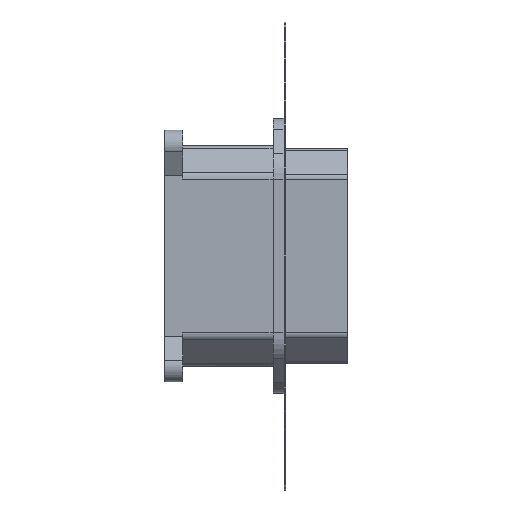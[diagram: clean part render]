
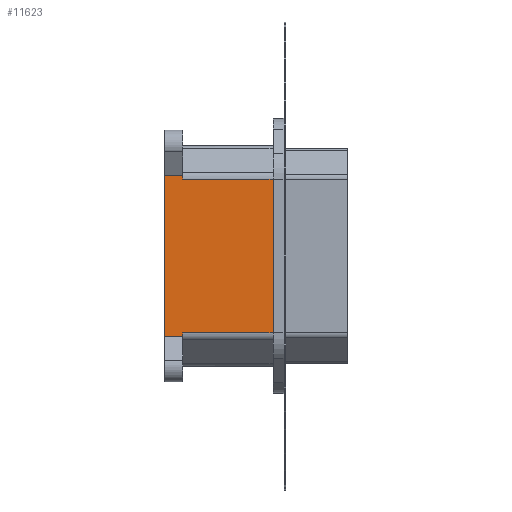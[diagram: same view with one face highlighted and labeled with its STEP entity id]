
A CAD part, left-side view. The second image highlights one B-rep face of the part: STEP entity #11623.
In plain terms, the highlighted planar face has unit normal (-1, 0, 0).
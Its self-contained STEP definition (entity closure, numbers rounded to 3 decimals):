
#311=FACE_BOUND('',#1399,.T.);
#312=FACE_BOUND('',#1400,.T.);
#313=FACE_BOUND('',#1401,.T.);
#768=FACE_OUTER_BOUND('',#1398,.T.);
#1398=EDGE_LOOP('',(#8857,#8858,#8859,#8860,#8861,#8862,#8863,#8864));
#1399=EDGE_LOOP('',(#8865,#8866,#8867,#8868));
#1400=EDGE_LOOP('',(#8869,#8870,#8871,#8872));
#1401=EDGE_LOOP('',(#8873,#8874,#8875,#8876));
#2304=LINE('',#17056,#3507);
#2334=LINE('',#17147,#3537);
#2339=LINE('',#17163,#3542);
#2346=LINE('',#17182,#3549);
#2396=LINE('',#17287,#3599);
#2402=LINE('',#17300,#3605);
#2406=LINE('',#17309,#3609);
#2432=LINE('',#17368,#3635);
#2584=LINE('',#17785,#3787);
#2586=LINE('',#17788,#3789);
#2587=LINE('',#17789,#3790);
#2588=LINE('',#17790,#3791);
#2589=LINE('',#17792,#3792);
#2590=LINE('',#17794,#3793);
#2591=LINE('',#17795,#3794);
#2592=LINE('',#17797,#3795);
#2593=LINE('',#17799,#3796);
#2594=LINE('',#17800,#3797);
#2595=LINE('',#17802,#3798);
#2596=LINE('',#17803,#3799);
#3507=VECTOR('',#13586,89.071);
#3537=VECTOR('',#13658,2.071);
#3542=VECTOR('',#13669,2.071);
#3549=VECTOR('',#13692,10.);
#3599=VECTOR('',#13774,6.);
#3605=VECTOR('',#13782,6.);
#3609=VECTOR('',#13788,6.);
#3635=VECTOR('',#13842,84.929);
#3787=VECTOR('',#14300,3.);
#3789=VECTOR('',#14304,56.);
#3790=VECTOR('',#14305,56.);
#3791=VECTOR('',#14306,10.);
#3792=VECTOR('',#14307,3.);
#3793=VECTOR('',#14308,6.);
#3794=VECTOR('',#14309,3.);
#3795=VECTOR('',#14310,3.);
#3796=VECTOR('',#14311,6.);
#3797=VECTOR('',#14312,3.);
#3798=VECTOR('',#14313,6.);
#3799=VECTOR('',#14314,3.);
#5148=VERTEX_POINT('',#17054);
#5149=VERTEX_POINT('',#17055);
#5183=VERTEX_POINT('',#17133);
#5189=VERTEX_POINT('',#17145);
#5196=VERTEX_POINT('',#17160);
#5197=VERTEX_POINT('',#17162);
#5239=VERTEX_POINT('',#17285);
#5240=VERTEX_POINT('',#17286);
#5245=VERTEX_POINT('',#17298);
#5246=VERTEX_POINT('',#17299);
#5249=VERTEX_POINT('',#17307);
#5250=VERTEX_POINT('',#17308);
#5268=VERTEX_POINT('',#17365);
#5269=VERTEX_POINT('',#17367);
#5381=VERTEX_POINT('',#17784);
#5382=VERTEX_POINT('',#17791);
#5383=VERTEX_POINT('',#17793);
#5384=VERTEX_POINT('',#17796);
#5385=VERTEX_POINT('',#17798);
#5386=VERTEX_POINT('',#17801);
#6315=EDGE_CURVE('',#5148,#5149,#2304,.T.);
#6361=EDGE_CURVE('',#5189,#5183,#2334,.T.);
#6368=EDGE_CURVE('',#5197,#5196,#2339,.T.);
#6378=EDGE_CURVE('',#5148,#5183,#2346,.T.);
#6431=EDGE_CURVE('',#5239,#5240,#2396,.T.);
#6437=EDGE_CURVE('',#5245,#5246,#2402,.T.);
#6441=EDGE_CURVE('',#5249,#5250,#2406,.T.);
#6473=EDGE_CURVE('',#5269,#5268,#2432,.T.);
#6686=EDGE_CURVE('',#5381,#5249,#2584,.T.);
#6688=EDGE_CURVE('',#5189,#5269,#2586,.T.);
#6689=EDGE_CURVE('',#5197,#5268,#2587,.T.);
#6690=EDGE_CURVE('',#5149,#5196,#2588,.T.);
#6691=EDGE_CURVE('',#5382,#5239,#2589,.T.);
#6692=EDGE_CURVE('',#5382,#5383,#2590,.T.);
#6693=EDGE_CURVE('',#5383,#5240,#2591,.T.);
#6694=EDGE_CURVE('',#5384,#5245,#2592,.T.);
#6695=EDGE_CURVE('',#5384,#5385,#2593,.T.);
#6696=EDGE_CURVE('',#5385,#5246,#2594,.T.);
#6697=EDGE_CURVE('',#5381,#5386,#2595,.T.);
#6698=EDGE_CURVE('',#5386,#5250,#2596,.T.);
#8857=ORIENTED_EDGE('',*,*,#6688,.T.);
#8858=ORIENTED_EDGE('',*,*,#6473,.T.);
#8859=ORIENTED_EDGE('',*,*,#6689,.F.);
#8860=ORIENTED_EDGE('',*,*,#6368,.T.);
#8861=ORIENTED_EDGE('',*,*,#6690,.F.);
#8862=ORIENTED_EDGE('',*,*,#6315,.F.);
#8863=ORIENTED_EDGE('',*,*,#6378,.T.);
#8864=ORIENTED_EDGE('',*,*,#6361,.F.);
#8865=ORIENTED_EDGE('',*,*,#6431,.F.);
#8866=ORIENTED_EDGE('',*,*,#6691,.F.);
#8867=ORIENTED_EDGE('',*,*,#6692,.T.);
#8868=ORIENTED_EDGE('',*,*,#6693,.T.);
#8869=ORIENTED_EDGE('',*,*,#6437,.F.);
#8870=ORIENTED_EDGE('',*,*,#6694,.F.);
#8871=ORIENTED_EDGE('',*,*,#6695,.T.);
#8872=ORIENTED_EDGE('',*,*,#6696,.T.);
#8873=ORIENTED_EDGE('',*,*,#6441,.F.);
#8874=ORIENTED_EDGE('',*,*,#6686,.F.);
#8875=ORIENTED_EDGE('',*,*,#6697,.T.);
#8876=ORIENTED_EDGE('',*,*,#6698,.T.);
#11208=PLANE('',#12364);
#11623=ADVANCED_FACE('',(#768,#311,#312,#313),#11208,.T.);
#12364=AXIS2_PLACEMENT_3D('',#17787,#14302,#14303);
#13586=DIRECTION('',(0.,0.,1.));
#13658=DIRECTION('',(0.,0.,-1.));
#13669=DIRECTION('',(0.,0.,1.));
#13692=DIRECTION('',(0.,-1.,0.));
#13774=DIRECTION('',(0.,0.,1.));
#13782=DIRECTION('',(0.,0.,1.));
#13788=DIRECTION('',(0.,0.,1.));
#13842=DIRECTION('',(0.,0.,1.));
#14300=DIRECTION('',(0.,-1.,0.));
#14302=DIRECTION('center_axis',(-1.,0.,0.));
#14303=DIRECTION('ref_axis',(0.,1.,0.));
#14304=DIRECTION('',(0.,-1.,0.));
#14305=DIRECTION('',(0.,-1.,0.));
#14306=DIRECTION('',(0.,-1.,0.));
#14307=DIRECTION('',(0.,-1.,0.));
#14308=DIRECTION('',(0.,0.,1.));
#14309=DIRECTION('',(0.,-1.,0.));
#14310=DIRECTION('',(0.,-1.,0.));
#14311=DIRECTION('',(0.,0.,1.));
#14312=DIRECTION('',(0.,-1.,0.));
#14313=DIRECTION('',(0.,0.,1.));
#14314=DIRECTION('',(0.,-1.,0.));
#17054=CARTESIAN_POINT('',(-54.5,28.485,87.28));
#17055=CARTESIAN_POINT('',(-54.5,28.485,176.351));
#17056=CARTESIAN_POINT('',(-54.5,28.485,87.28));
#17133=CARTESIAN_POINT('',(-54.5,18.485,87.28));
#17145=CARTESIAN_POINT('',(-54.5,18.485,89.351));
#17147=CARTESIAN_POINT('',(-54.5,18.485,89.351));
#17160=CARTESIAN_POINT('',(-54.5,18.485,176.351));
#17162=CARTESIAN_POINT('',(-54.5,18.485,174.28));
#17163=CARTESIAN_POINT('',(-54.5,18.485,174.28));
#17182=CARTESIAN_POINT('',(-54.5,28.485,87.28));
#17285=CARTESIAN_POINT('',(-54.5,-36.015,97.815));
#17286=CARTESIAN_POINT('',(-54.5,-36.015,103.815));
#17287=CARTESIAN_POINT('',(-54.5,-36.015,97.815));
#17298=CARTESIAN_POINT('',(-54.5,-36.015,128.815));
#17299=CARTESIAN_POINT('',(-54.5,-36.015,134.815));
#17300=CARTESIAN_POINT('',(-54.5,-36.015,128.815));
#17307=CARTESIAN_POINT('',(-54.5,-36.015,159.815));
#17308=CARTESIAN_POINT('',(-54.5,-36.015,165.815));
#17309=CARTESIAN_POINT('',(-54.5,-36.015,159.815));
#17365=CARTESIAN_POINT('',(-54.5,-37.515,174.28));
#17367=CARTESIAN_POINT('',(-54.5,-37.515,89.351));
#17368=CARTESIAN_POINT('',(-54.5,-37.515,89.351));
#17784=CARTESIAN_POINT('',(-54.5,-33.015,159.815));
#17785=CARTESIAN_POINT('',(-54.5,-33.015,159.815));
#17787=CARTESIAN_POINT('Origin',(-54.5,-38.835,131.815));
#17788=CARTESIAN_POINT('',(-54.5,18.485,89.351));
#17789=CARTESIAN_POINT('',(-54.5,18.485,174.28));
#17790=CARTESIAN_POINT('',(-54.5,28.485,176.351));
#17791=CARTESIAN_POINT('',(-54.5,-33.015,97.815));
#17792=CARTESIAN_POINT('',(-54.5,-33.015,97.815));
#17793=CARTESIAN_POINT('',(-54.5,-33.015,103.815));
#17794=CARTESIAN_POINT('',(-54.5,-33.015,97.815));
#17795=CARTESIAN_POINT('',(-54.5,-33.015,103.815));
#17796=CARTESIAN_POINT('',(-54.5,-33.015,128.815));
#17797=CARTESIAN_POINT('',(-54.5,-33.015,128.815));
#17798=CARTESIAN_POINT('',(-54.5,-33.015,134.815));
#17799=CARTESIAN_POINT('',(-54.5,-33.015,128.815));
#17800=CARTESIAN_POINT('',(-54.5,-33.015,134.815));
#17801=CARTESIAN_POINT('',(-54.5,-33.015,165.815));
#17802=CARTESIAN_POINT('',(-54.5,-33.015,159.815));
#17803=CARTESIAN_POINT('',(-54.5,-33.015,165.815));
